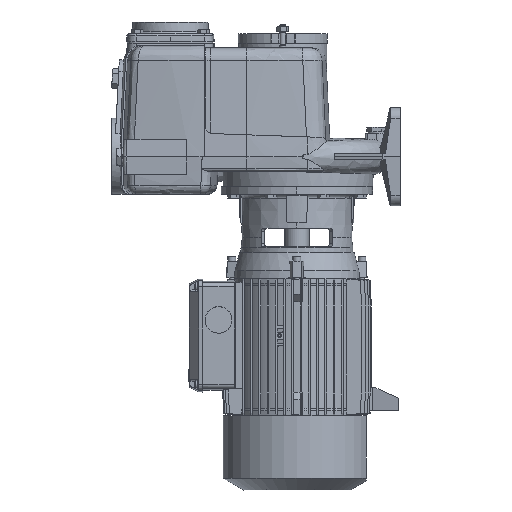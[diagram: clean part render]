
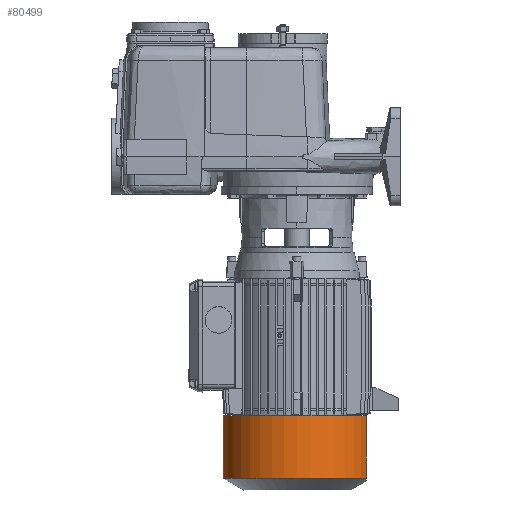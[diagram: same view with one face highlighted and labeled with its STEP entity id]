
A CAD part, left-side view. The second image highlights one B-rep face of the part: STEP entity #80499.
In plain terms, the highlighted cylindrical face has radius 94 mm (diameter 188 mm), a partial arc.
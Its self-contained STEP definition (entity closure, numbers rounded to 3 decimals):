
#1462 = ORIENTED_EDGE ( 'NONE', *, *, #30349, .T. ) ;
#2560 = CARTESIAN_POINT ( 'NONE',  ( -371.989, 31.682, 43.5 ) ) ;
#4223 = AXIS2_PLACEMENT_3D ( 'NONE', #128736, #70822, #116835 ) ;
#6372 = DIRECTION ( 'NONE',  ( -1., 0., 0. ) ) ;
#13045 = CIRCLE ( 'NONE', #101691, 94. ) ;
#14360 = VERTEX_POINT ( 'NONE', #66504 ) ;
#16572 = LINE ( 'NONE', #75274, #16922 ) ;
#16922 = VECTOR ( 'NONE', #99042, 1000. ) ;
#20639 = CARTESIAN_POINT ( 'NONE',  ( -292., 0., 132. ) ) ;
#22688 = VERTEX_POINT ( 'NONE', #116336 ) ;
#30349 = EDGE_CURVE ( 'NONE', #153917, #14360, #13045, .T. ) ;
#30903 = DIRECTION ( 'NONE',  ( 1., 0., 0. ) ) ;
#35743 = ORIENTED_EDGE ( 'NONE', *, *, #93304, .T. ) ;
#37802 = VERTEX_POINT ( 'NONE', #124904 ) ;
#41706 = CIRCLE ( 'NONE', #130338, 94. ) ;
#42008 = CARTESIAN_POINT ( 'NONE',  ( -371.989, 0., 226. ) ) ;
#44088 = EDGE_LOOP ( 'NONE', ( #114219, #90227, #35743, #86548, #1462 ) ) ;
#50969 = DIRECTION ( 'NONE',  ( -1., 0., 0. ) ) ;
#57259 = AXIS2_PLACEMENT_3D ( 'NONE', #70219, #116234, #71008 ) ;
#65897 = DIRECTION ( 'NONE',  ( 0., 0., -1. ) ) ;
#66504 = CARTESIAN_POINT ( 'NONE',  ( -371.989, -31.682, 43.5 ) ) ;
#66507 = CARTESIAN_POINT ( 'NONE',  ( -292., -31.682, 43.5 ) ) ;
#70036 = CIRCLE ( 'NONE', #4223, 94. ) ;
#70219 = CARTESIAN_POINT ( 'NONE',  ( -371.989, 0., 132. ) ) ;
#70822 = DIRECTION ( 'NONE',  ( 1., 0., 0. ) ) ;
#71008 = DIRECTION ( 'NONE',  ( 0., 0., -1. ) ) ;
#75274 = CARTESIAN_POINT ( 'NONE',  ( -371.989, -31.682, 43.5 ) ) ;
#76155 = DIRECTION ( 'NONE',  ( 0., 0., -1. ) ) ;
#80499 = ADVANCED_FACE ( 'NONE', ( #153476 ), #117804, .T. ) ;
#85053 = EDGE_CURVE ( 'NONE', #14360, #85330, #16572, .T. ) ;
#85087 = LINE ( 'NONE', #2560, #122855 ) ;
#85330 = VERTEX_POINT ( 'NONE', #66507 ) ;
#85470 = EDGE_CURVE ( 'NONE', #22688, #153917, #70036, .T. ) ;
#86548 = ORIENTED_EDGE ( 'NONE', *, *, #85470, .T. ) ;
#90227 = ORIENTED_EDGE ( 'NONE', *, *, #149996, .T. ) ;
#93304 = EDGE_CURVE ( 'NONE', #37802, #22688, #85087, .T. ) ;
#99042 = DIRECTION ( 'NONE',  ( 1., 0., 0. ) ) ;
#101691 = AXIS2_PLACEMENT_3D ( 'NONE', #149869, #30903, #76155 ) ;
#114219 = ORIENTED_EDGE ( 'NONE', *, *, #85053, .T. ) ;
#116234 = DIRECTION ( 'NONE',  ( 1., 0., 0. ) ) ;
#116336 = CARTESIAN_POINT ( 'NONE',  ( -371.989, 31.682, 43.5 ) ) ;
#116835 = DIRECTION ( 'NONE',  ( 0., 0., -1. ) ) ;
#117804 = CYLINDRICAL_SURFACE ( 'NONE', #57259, 94. ) ;
#122855 = VECTOR ( 'NONE', #50969, 1000. ) ;
#124904 = CARTESIAN_POINT ( 'NONE',  ( -292., 31.682, 43.5 ) ) ;
#128736 = CARTESIAN_POINT ( 'NONE',  ( -371.989, 0., 132. ) ) ;
#130338 = AXIS2_PLACEMENT_3D ( 'NONE', #20639, #6372, #65897 ) ;
#149869 = CARTESIAN_POINT ( 'NONE',  ( -371.989, 0., 132. ) ) ;
#149996 = EDGE_CURVE ( 'NONE', #85330, #37802, #41706, .T. ) ;
#153476 = FACE_OUTER_BOUND ( 'NONE', #44088, .T. ) ;
#153917 = VERTEX_POINT ( 'NONE', #42008 ) ;
